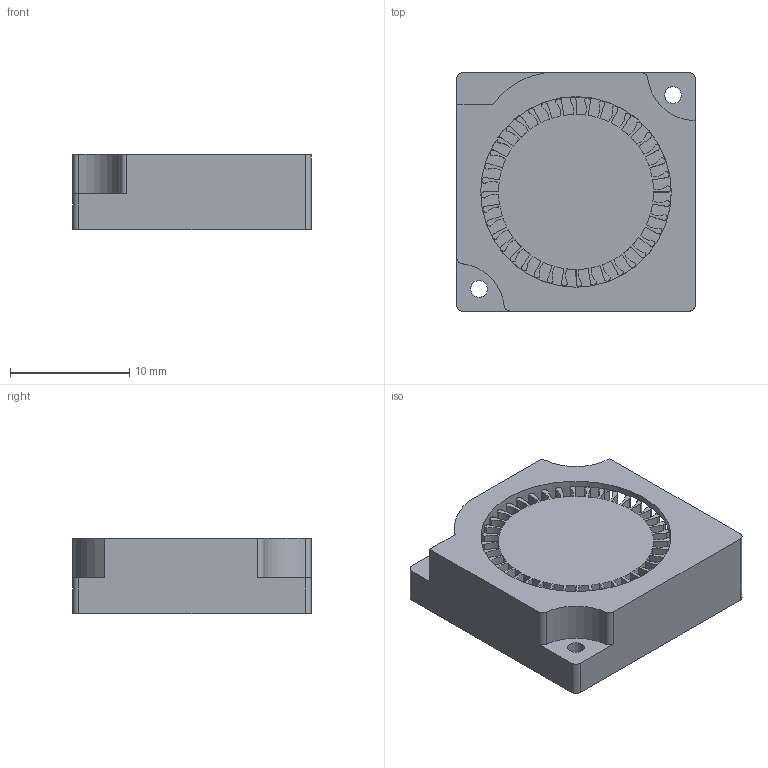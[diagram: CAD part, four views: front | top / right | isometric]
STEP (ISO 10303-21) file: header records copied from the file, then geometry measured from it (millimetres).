
FILE_DESCRIPTION(/* description */ ('STEP AP214'),/* implementation_level */ '2;1');
FILE_NAME(/* name */ 'Blower Fan 2006.step',/* time_stamp */ '2025-08-29T11:14:46Z',/* author */ (''),/* organization */ (''),/* preprocessor_version */ 'ST-DEVELOPER v20.1',/* originating_system */ 'Autodesk Translation Framework v14.10.0.0',/* authorisation */ '');
FILE_SCHEMA (('AUTOMOTIVE_DESIGN { 1 0 10303 214 3 1 1 }'));
Length unit declared in the file: millimetre
Products named in the file (1): blower_fan 2006
Bounding box: 20 x 20 x 6.3 mm (x, y, z)
Volume: 1740.7 mm3; surface area: 2461.9 mm2
Topology: 1 solids, 1 shells, 196 faces, 577 edges, 383 vertices
Faces by surface type: plane 101, cylinder 95
Full cylindrical faces by diameter (mm): 1.4 x2, 13 x1, 14 x1, 16 x1
Entity records: 6718 total; most frequent: DIRECTION 1244, CARTESIAN_POINT 1157, ORIENTED_EDGE 1154, EDGE_CURVE 577, AXIS2_PLACEMENT_3D 470, VERTEX_POINT 383, LINE 304, VECTOR 304
